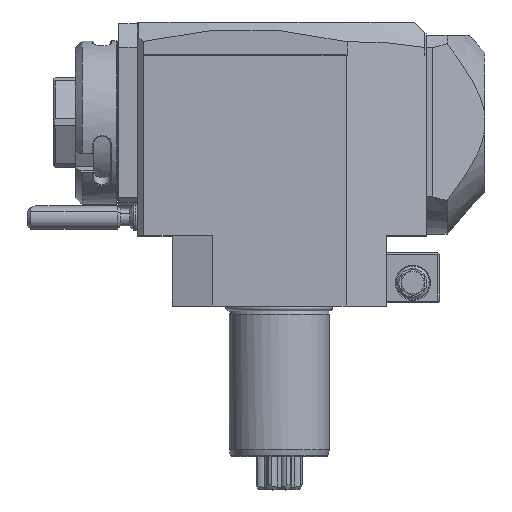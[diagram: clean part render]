
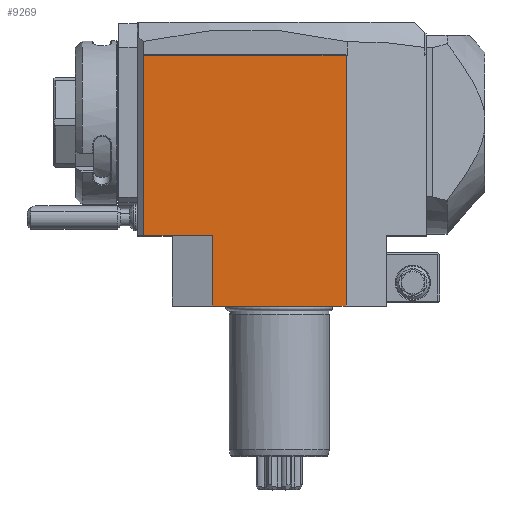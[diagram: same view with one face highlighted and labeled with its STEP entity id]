
A CAD part, top view. The second image highlights one B-rep face of the part: STEP entity #9269.
In plain terms, the highlighted planar face has unit normal (0, 0, 1).
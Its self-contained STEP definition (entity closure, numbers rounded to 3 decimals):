
#17=DIRECTION('',(-1.,0.,0.));
#18=VECTOR('',#17,40.);
#19=CARTESIAN_POINT('',(20.,0.,32.));
#20=LINE('',#19,#18);
#914=DIRECTION('',(0.,1.,0.));
#915=VECTOR('',#914,75.);
#916=CARTESIAN_POINT('',(20.,0.,32.));
#917=LINE('',#916,#915);
#930=DIRECTION('',(-1.,0.,0.));
#931=VECTOR('',#930,20.5);
#932=CARTESIAN_POINT('',(-20.,21.,32.));
#933=LINE('',#932,#931);
#934=DIRECTION('',(1.,0.,0.));
#935=VECTOR('',#934,60.5);
#936=CARTESIAN_POINT('',(-40.5,75.,32.));
#937=LINE('',#936,#935);
#950=DIRECTION('',(0.,-1.,0.));
#951=VECTOR('',#950,54.);
#952=CARTESIAN_POINT('',(-40.5,75.,32.));
#953=LINE('',#952,#951);
#971=DIRECTION('',(0.,-1.,0.));
#972=VECTOR('',#971,21.);
#973=CARTESIAN_POINT('',(-20.,21.,32.));
#974=LINE('',#973,#972);
#8183=CARTESIAN_POINT('',(-40.5,21.,32.));
#8185=VERTEX_POINT('',#8183);
#8203=CARTESIAN_POINT('',(20.,0.,32.));
#8204=VERTEX_POINT('',#8203);
#8205=CARTESIAN_POINT('',(-20.,0.,32.));
#8206=VERTEX_POINT('',#8205);
#8211=CARTESIAN_POINT('',(-40.5,75.,32.));
#8212=CARTESIAN_POINT('',(20.,75.,32.));
#8213=VERTEX_POINT('',#8211);
#8214=VERTEX_POINT('',#8212);
#8437=CARTESIAN_POINT('',(-20.,21.,32.));
#8438=VERTEX_POINT('',#8437);
#9253=CARTESIAN_POINT('',(-35.103,21.,32.));
#9254=DIRECTION('',(0.,0.,1.));
#9255=DIRECTION('',(1.,0.,0.));
#9256=AXIS2_PLACEMENT_3D('',#9253,#9254,#9255);
#9257=PLANE('',#9256);
#9259=ORIENTED_EDGE('',*,*,#9258,.T.);
#9261=ORIENTED_EDGE('',*,*,#9260,.F.);
#9262=ORIENTED_EDGE('',*,*,#9246,.T.);
#9263=ORIENTED_EDGE('',*,*,#9206,.F.);
#9264=ORIENTED_EDGE('',*,*,#8452,.T.);
#9266=ORIENTED_EDGE('',*,*,#9265,.F.);
#9267=EDGE_LOOP('',(#9259,#9261,#9262,#9263,#9264,#9266));
#9268=FACE_OUTER_BOUND('',#9267,.F.);
#8452=EDGE_CURVE('',#8204,#8206,#20,.T.);
#9206=EDGE_CURVE('',#8204,#8214,#917,.T.);
#9246=EDGE_CURVE('',#8213,#8214,#937,.T.);
#9258=EDGE_CURVE('',#8438,#8185,#933,.T.);
#9260=EDGE_CURVE('',#8213,#8185,#953,.T.);
#9265=EDGE_CURVE('',#8438,#8206,#974,.T.);
#9269=ADVANCED_FACE('',(#9268),#9257,.T.);
